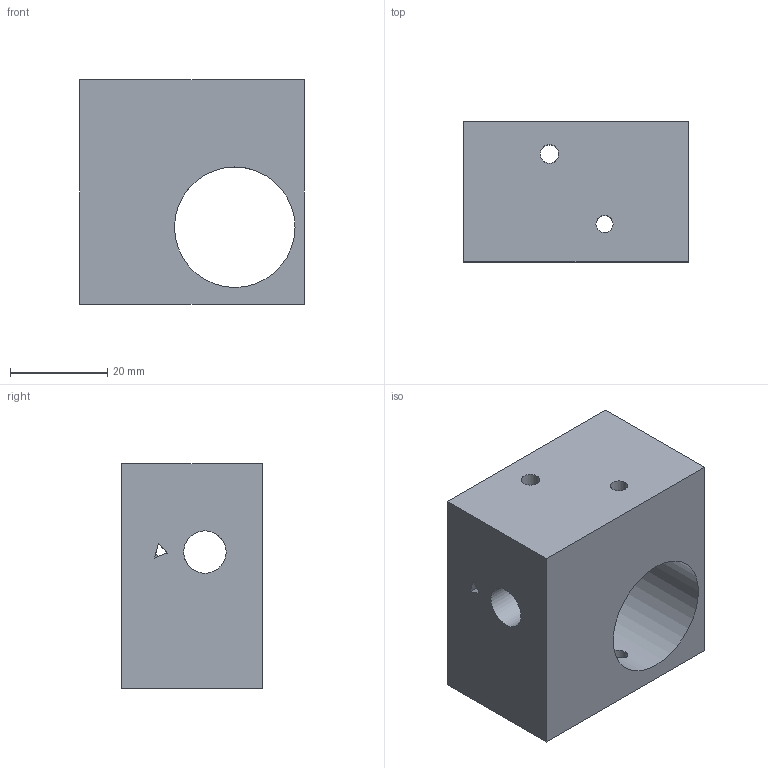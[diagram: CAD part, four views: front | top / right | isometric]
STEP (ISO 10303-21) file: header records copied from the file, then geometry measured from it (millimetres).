
FILE_DESCRIPTION(('Open CASCADE Model'),'2;1');
FILE_NAME('Open CASCADE Shape Model','2021-05-05T19:16:43',('Author'),( 'Open CASCADE'),'Open CASCADE STEP processor 7.4','Open CASCADE 7.4' ,'Unknown');
FILE_SCHEMA(('AUTOMOTIVE_DESIGN { 1 0 10303 214 1 1 1 1 }'));
Length unit declared in the file: millimetre
Products named in the file (1): Open CASCADE STEP translator 7.4 2415
Bounding box: 46.02 x 28.79 x 46.1 mm (x, y, z)
Volume: 44010.1 mm3; surface area: 12586.1 mm2
Topology: 1 solids, 1 shells, 19 faces, 66 edges, 44 vertices
Faces by surface type: plane 13, cylinder 6
Full cylindrical faces by diameter (mm): 3.523 x2, 3.811 x1, 8.717 x1, 24.758 x1
Entity records: 4154 total; most frequent: CARTESIAN_POINT 2901, DIRECTION 206, ORIENTED_EDGE 132, PCURVE 132, DEFINITIONAL_REPRESENTATION 132, LINE 107, VECTOR 107, EDGE_CURVE 66
